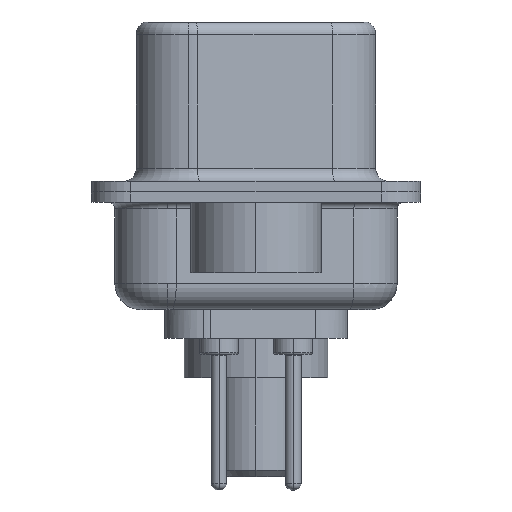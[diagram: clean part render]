
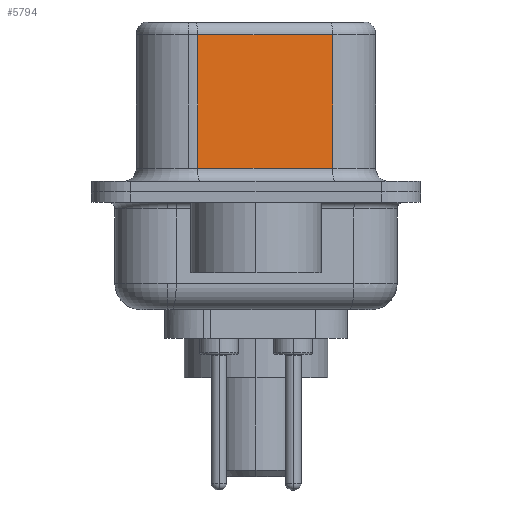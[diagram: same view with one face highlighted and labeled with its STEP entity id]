
A CAD part, left-side view. The second image highlights one B-rep face of the part: STEP entity #5794.
In plain terms, the highlighted planar face has unit normal (-0.985, -0.174, 0).
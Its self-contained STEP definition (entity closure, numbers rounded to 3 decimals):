
#400 = EDGE_CURVE ( 'NONE', #12732, #11534, #3872, .T. ) ;
#511 = EDGE_LOOP ( 'NONE', ( #3839, #4060, #4265, #4328 ) ) ;
#568 = CARTESIAN_POINT ( 'NONE',  ( 3.655, 2.233, 6.52 ) ) ;
#1005 = DIRECTION ( 'NONE',  ( 0.174, -0.985, 0. ) ) ;
#1488 = EDGE_CURVE ( 'NONE', #11534, #6582, #16322, .T. ) ;
#1587 = EDGE_CURVE ( 'NONE', #6997, #12732, #1850, .T. ) ;
#1850 = LINE ( 'NONE', #13989, #4858 ) ;
#2121 = CARTESIAN_POINT ( 'NONE',  ( 3.655, 2.233, 6.02 ) ) ;
#2348 = PLANE ( 'NONE',  #3502 ) ;
#3474 = CARTESIAN_POINT ( 'NONE',  ( 3.655, 2.233, 0.9 ) ) ;
#3502 = AXIS2_PLACEMENT_3D ( 'NONE', #7426, #11484, #3611 ) ;
#3611 = DIRECTION ( 'NONE',  ( -0.174, 0.985, 0. ) ) ;
#3754 = CARTESIAN_POINT ( 'NONE',  ( 4.565, -2.927, 0.9 ) ) ;
#3839 = ORIENTED_EDGE ( 'NONE', *, *, #8012, .F. ) ;
#3872 = LINE ( 'NONE', #568, #6864 ) ;
#4060 = ORIENTED_EDGE ( 'NONE', *, *, #1587, .T. ) ;
#4132 = FACE_OUTER_BOUND ( 'NONE', #511, .T. ) ;
#4265 = ORIENTED_EDGE ( 'NONE', *, *, #400, .T. ) ;
#4328 = ORIENTED_EDGE ( 'NONE', *, *, #1488, .T. ) ;
#4858 = VECTOR ( 'NONE', #14115, 1000. ) ;
#5794 = ADVANCED_FACE ( 'NONE', ( #4132 ), #2348, .F. ) ;
#6397 = CARTESIAN_POINT ( 'NONE',  ( 4.565, -2.927, 0.9 ) ) ;
#6489 = LINE ( 'NONE', #10991, #9120 ) ;
#6582 = VERTEX_POINT ( 'NONE', #6397 ) ;
#6864 = VECTOR ( 'NONE', #6945, 1000. ) ;
#6945 = DIRECTION ( 'NONE',  ( 0., 0., -1. ) ) ;
#6997 = VERTEX_POINT ( 'NONE', #16708 ) ;
#7426 = CARTESIAN_POINT ( 'NONE',  ( 4.565, -2.927, 6.52 ) ) ;
#8012 = EDGE_CURVE ( 'NONE', #6997, #6582, #6489, .T. ) ;
#9120 = VECTOR ( 'NONE', #12375, 1000. ) ;
#10991 = CARTESIAN_POINT ( 'NONE',  ( 4.565, -2.927, 6.52 ) ) ;
#11484 = DIRECTION ( 'NONE',  ( 0.985, 0.174, 0. ) ) ;
#11534 = VERTEX_POINT ( 'NONE', #3474 ) ;
#12375 = DIRECTION ( 'NONE',  ( 0., 0., -1. ) ) ;
#12719 = VECTOR ( 'NONE', #1005, 1000. ) ;
#12732 = VERTEX_POINT ( 'NONE', #2121 ) ;
#13989 = CARTESIAN_POINT ( 'NONE',  ( 4.565, -2.927, 6.02 ) ) ;
#14115 = DIRECTION ( 'NONE',  ( -0.174, 0.985, 0. ) ) ;
#16322 = LINE ( 'NONE', #3754, #12719 ) ;
#16708 = CARTESIAN_POINT ( 'NONE',  ( 4.565, -2.927, 6.02 ) ) ;
